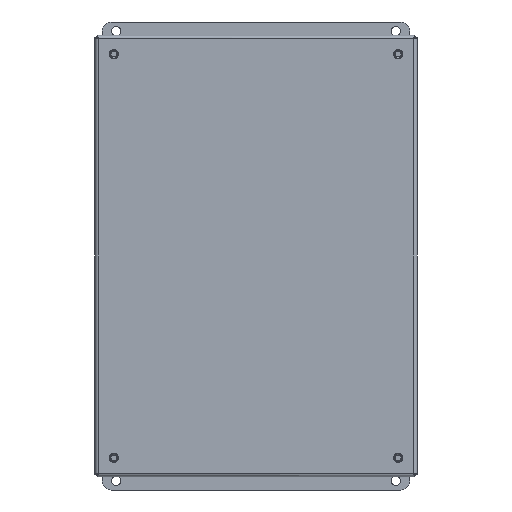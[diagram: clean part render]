
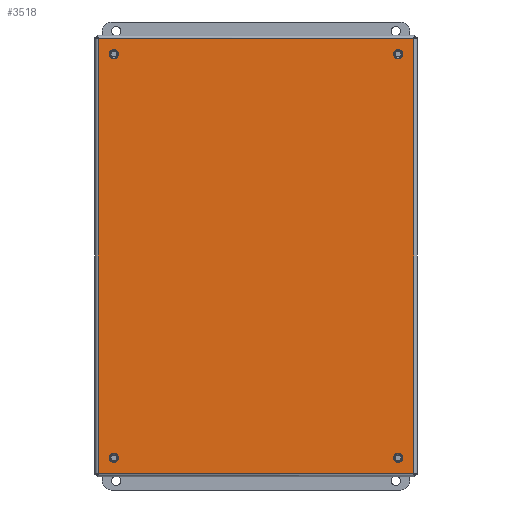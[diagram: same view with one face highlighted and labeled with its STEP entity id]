
A CAD part, front view. The second image highlights one B-rep face of the part: STEP entity #3518.
In plain terms, the highlighted planar face has unit normal (0, -1, 0).
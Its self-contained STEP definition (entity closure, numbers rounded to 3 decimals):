
#3518 = ADVANCED_FACE( '', ( #7429, #7430, #7431, #7432, #7433 ), #7434, .T. );
#7429 = FACE_BOUND( '', #12005, .T. );
#7430 = FACE_BOUND( '', #12006, .T. );
#7431 = FACE_BOUND( '', #12007, .T. );
#7432 = FACE_BOUND( '', #12008, .T. );
#7433 = FACE_OUTER_BOUND( '', #12009, .T. );
#7434 = PLANE( '', #12010 );
#12005 = EDGE_LOOP( '', ( #24853 ) );
#12006 = EDGE_LOOP( '', ( #24854 ) );
#12007 = EDGE_LOOP( '', ( #24855 ) );
#12008 = EDGE_LOOP( '', ( #24856 ) );
#12009 = EDGE_LOOP( '', ( #24857, #24858, #24859, #24860 ) );
#12010 = AXIS2_PLACEMENT_3D( '', #24861, #24862, #24863 );
#24853 = ORIENTED_EDGE( '', *, *, #31454, .T. );
#24854 = ORIENTED_EDGE( '', *, *, #28354, .T. );
#24855 = ORIENTED_EDGE( '', *, *, #31042, .T. );
#24856 = ORIENTED_EDGE( '', *, *, #29933, .T. );
#24857 = ORIENTED_EDGE( '', *, *, #29336, .T. );
#24858 = ORIENTED_EDGE( '', *, *, #30206, .F. );
#24859 = ORIENTED_EDGE( '', *, *, #31281, .T. );
#24860 = ORIENTED_EDGE( '', *, *, #30308, .T. );
#24861 = CARTESIAN_POINT( '', ( 0., 0., 0. ) );
#24862 = DIRECTION( '', ( 0., -1., 0. ) );
#24863 = DIRECTION( '', ( 0., 0., -1. ) );
#28354 = EDGE_CURVE( '', #33031, #33031, #33032, .T. );
#29336 = EDGE_CURVE( '', #32379, #34653, #34655, .T. );
#29933 = EDGE_CURVE( '', #35563, #35563, #35564, .T. );
#30206 = EDGE_CURVE( '', #35618, #34653, #35954, .T. );
#30308 = EDGE_CURVE( '', #34684, #32379, #36098, .T. );
#31042 = EDGE_CURVE( '', #37073, #37073, #37074, .T. );
#31281 = EDGE_CURVE( '', #35618, #34684, #37363, .T. );
#31454 = EDGE_CURVE( '', #37553, #37553, #37554, .T. );
#32379 = VERTEX_POINT( '', #39784 );
#33031 = VERTEX_POINT( '', #41565 );
#33032 = CIRCLE( '', #41566, 3.175 );
#34653 = VERTEX_POINT( '', #46256 );
#34655 = LINE( '', #46267, #46268 );
#34684 = VERTEX_POINT( '', #46366 );
#35563 = VERTEX_POINT( '', #48640 );
#35564 = CIRCLE( '', #48641, 3.175 );
#35618 = VERTEX_POINT( '', #48922 );
#35954 = LINE( '', #49814, #49815 );
#36098 = LINE( '', #50339, #50340 );
#37073 = VERTEX_POINT( '', #53890 );
#37074 = CIRCLE( '', #53891, 3.175 );
#37363 = LINE( '', #54671, #54672 );
#37553 = VERTEX_POINT( '', #55124 );
#37554 = CIRCLE( '', #55125, 3.175 );
#39784 = CARTESIAN_POINT( '', ( -109.106, 0., -150.381 ) );
#41565 = CARTESIAN_POINT( '', ( 101.6, 0., -139.7 ) );
#41566 = AXIS2_PLACEMENT_3D( '', #56154, #56155, #56156 );
#46256 = CARTESIAN_POINT( '', ( 109.106, 0., -150.381 ) );
#46267 = CARTESIAN_POINT( '', ( 109.106, 0., -150.381 ) );
#46268 = VECTOR( '', #56578, 1000. );
#46366 = CARTESIAN_POINT( '', ( -109.106, 0., 150.381 ) );
#48640 = CARTESIAN_POINT( '', ( -95.25, 0., -139.7 ) );
#48641 = AXIS2_PLACEMENT_3D( '', #56864, #56865, #56866 );
#48922 = CARTESIAN_POINT( '', ( 109.106, 0., 150.381 ) );
#49814 = CARTESIAN_POINT( '', ( 109.106, 0., 150.381 ) );
#49815 = VECTOR( '', #56986, 1000. );
#50339 = CARTESIAN_POINT( '', ( -109.106, 0., -152.718 ) );
#50340 = VECTOR( '', #57019, 1000. );
#53890 = CARTESIAN_POINT( '', ( -95.25, 0., 139.7 ) );
#53891 = AXIS2_PLACEMENT_3D( '', #57240, #57241, #57242 );
#54671 = CARTESIAN_POINT( '', ( -111.443, 0., 150.381 ) );
#54672 = VECTOR( '', #57325, 1000. );
#55124 = CARTESIAN_POINT( '', ( 101.6, 0., 139.7 ) );
#55125 = AXIS2_PLACEMENT_3D( '', #57387, #57388, #57389 );
#56154 = CARTESIAN_POINT( '', ( 98.425, 0., -139.7 ) );
#56155 = DIRECTION( '', ( 0., 1., 0. ) );
#56156 = DIRECTION( '', ( 1., 0., 0. ) );
#56578 = DIRECTION( '', ( 1., 0., 0. ) );
#56864 = CARTESIAN_POINT( '', ( -98.425, 0., -139.7 ) );
#56865 = DIRECTION( '', ( 0., 1., 0. ) );
#56866 = DIRECTION( '', ( 1., 0., 0. ) );
#56986 = DIRECTION( '', ( 0., 0., -1. ) );
#57019 = DIRECTION( '', ( 0., 0., -1. ) );
#57240 = CARTESIAN_POINT( '', ( -98.425, 0., 139.7 ) );
#57241 = DIRECTION( '', ( 0., 1., 0. ) );
#57242 = DIRECTION( '', ( 1., 0., 0. ) );
#57325 = DIRECTION( '', ( -1., 0., 0. ) );
#57387 = CARTESIAN_POINT( '', ( 98.425, 0., 139.7 ) );
#57388 = DIRECTION( '', ( 0., 1., 0. ) );
#57389 = DIRECTION( '', ( 1., 0., 0. ) );
